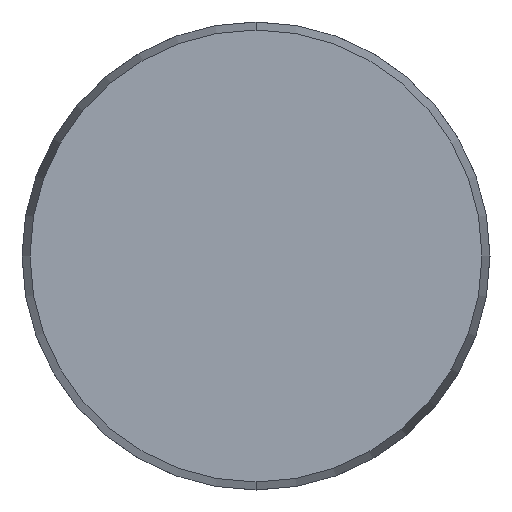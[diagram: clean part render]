
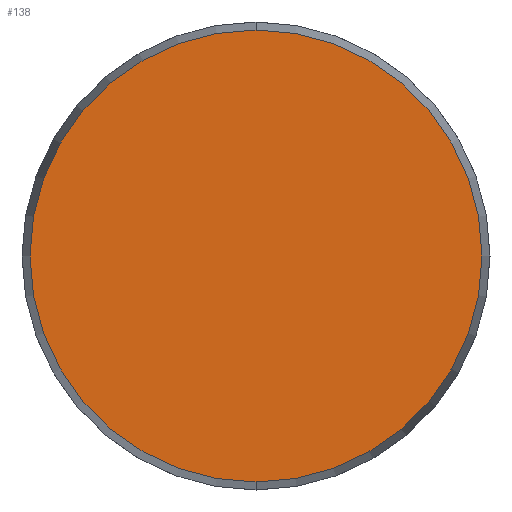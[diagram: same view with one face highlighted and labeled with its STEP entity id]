
A CAD part, front view. The second image highlights one B-rep face of the part: STEP entity #138.
In plain terms, the highlighted planar face has unit normal (0, -1, 0).
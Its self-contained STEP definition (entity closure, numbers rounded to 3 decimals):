
#66 = ORIENTED_EDGE ( 'NONE', *, *, #147, .T. ) ;
#72 = DIRECTION ( 'NONE',  ( 0., 0., -1. ) ) ;
#121 = AXIS2_PLACEMENT_3D ( 'NONE', #889, #812, #905 ) ;
#136 = EDGE_LOOP ( 'NONE', ( #66, #465 ) ) ;
#138 = ADVANCED_FACE ( 'NONE', ( #724 ), #543, .F. ) ;
#140 = CIRCLE ( 'NONE', #482, 24.143 ) ;
#147 = EDGE_CURVE ( 'NONE', #424, #373, #140, .T. ) ;
#159 = EDGE_CURVE ( 'NONE', #373, #424, #976, .T. ) ;
#368 = CARTESIAN_POINT ( 'NONE',  ( 0., 0., 24.143 ) ) ;
#373 = VERTEX_POINT ( 'NONE', #834 ) ;
#424 = VERTEX_POINT ( 'NONE', #368 ) ;
#465 = ORIENTED_EDGE ( 'NONE', *, *, #159, .T. ) ;
#482 = AXIS2_PLACEMENT_3D ( 'NONE', #637, #732, #72 ) ;
#543 = PLANE ( 'NONE',  #878 ) ;
#637 = CARTESIAN_POINT ( 'NONE',  ( 0., 0., 0. ) ) ;
#724 = FACE_OUTER_BOUND ( 'NONE', #136, .T. ) ;
#732 = DIRECTION ( 'NONE',  ( 0., -1., 0. ) ) ;
#812 = DIRECTION ( 'NONE',  ( 0., -1., 0. ) ) ;
#834 = CARTESIAN_POINT ( 'NONE',  ( 0., 0., -24.143 ) ) ;
#871 = DIRECTION ( 'NONE',  ( 0., 1., 0. ) ) ;
#878 = AXIS2_PLACEMENT_3D ( 'NONE', #961, #871, #966 ) ;
#889 = CARTESIAN_POINT ( 'NONE',  ( 0., 0., 0. ) ) ;
#905 = DIRECTION ( 'NONE',  ( 0., 0., -1. ) ) ;
#961 = CARTESIAN_POINT ( 'NONE',  ( -24.143, 0., 0. ) ) ;
#966 = DIRECTION ( 'NONE',  ( 0., 0., 1. ) ) ;
#976 = CIRCLE ( 'NONE', #121, 24.143 ) ;
